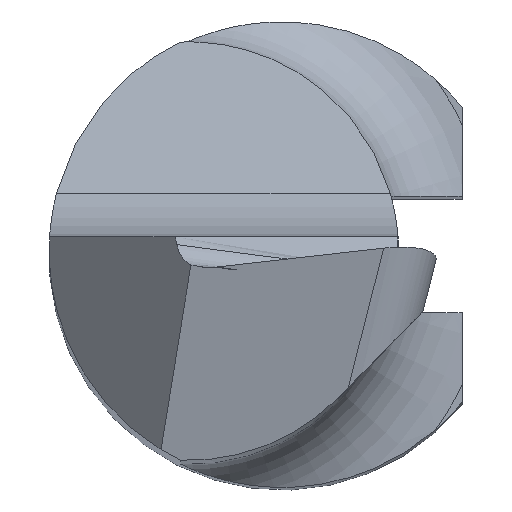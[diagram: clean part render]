
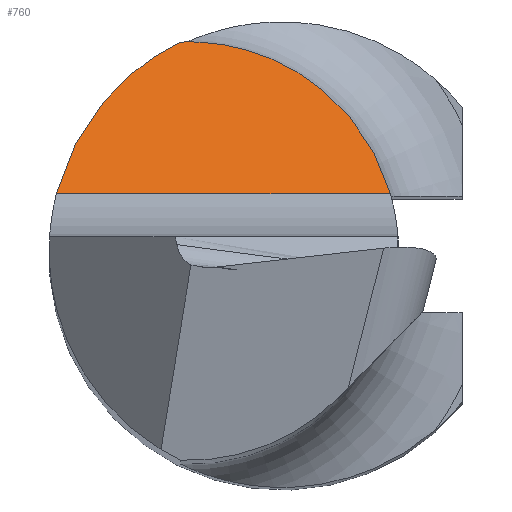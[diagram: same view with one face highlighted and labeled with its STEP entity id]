
A CAD part, top view. The second image highlights one B-rep face of the part: STEP entity #760.
In plain terms, the highlighted planar face has unit normal (0, 0.766, 0.643).
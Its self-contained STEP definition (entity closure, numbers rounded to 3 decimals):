
#4 = EDGE_CURVE ( 'NONE', #455, #699, #1025, .T. ) ;
#78 = CARTESIAN_POINT ( 'NONE',  ( -1.938, 0.494, 30.558 ) ) ;
#118 = DIRECTION ( 'NONE',  ( 0., -0.766, -0.643 ) ) ;
#177 = ORIENTED_EDGE ( 'NONE', *, *, #4, .T. ) ;
#180 =( BOUNDED_CURVE ( )  B_SPLINE_CURVE ( 3, ( #1137, #314, #753, #1130 ),
 .UNSPECIFIED., .F., .F. ) 
 B_SPLINE_CURVE_WITH_KNOTS ( ( 4, 4 ),
 ( 4.962, 5.832 ),
 .UNSPECIFIED. ) 
 CURVE ( )  GEOMETRIC_REPRESENTATION_ITEM ( )  RATIONAL_B_SPLINE_CURVE ( ( 1., 0.938, 0.938, 1. ) ) 
 REPRESENTATION_ITEM ( '' )  );
#306 = ORIENTED_EDGE ( 'NONE', *, *, #342, .F. ) ;
#313 = FACE_OUTER_BOUND ( 'NONE', #938, .T. ) ;
#314 = CARTESIAN_POINT ( 'NONE',  ( -1.79, 1.075, 29.866 ) ) ;
#328 = CARTESIAN_POINT ( 'NONE',  ( -0.872, 1.8, 29.002 ) ) ;
#342 = EDGE_CURVE ( 'NONE', #455, #941, #180, .T. ) ;
#387 = CARTESIAN_POINT ( 'NONE',  ( -0.007, 1.834, 28.961 ) ) ;
#405 = VECTOR ( 'NONE', #825, 1000. ) ;
#408 = AXIS2_PLACEMENT_3D ( 'NONE', #666, #118, #475 ) ;
#455 = VERTEX_POINT ( 'NONE', #78 ) ;
#475 = DIRECTION ( 'NONE',  ( 0., 0.643, -0.766 ) ) ;
#494 = CARTESIAN_POINT ( 'NONE',  ( 0.693, 1.326, 29.566 ) ) ;
#563 = PLANE ( 'NONE',  #408 ) ;
#580 = CARTESIAN_POINT ( 'NONE',  ( 0.931, 0.494, 30.558 ) ) ;
#635 = CARTESIAN_POINT ( 'NONE',  ( -2., 0.494, 30.558 ) ) ;
#663 = EDGE_CURVE ( 'NONE', #699, #941, #693, .T. ) ;
#666 = CARTESIAN_POINT ( 'NONE',  ( -2., 0.494, 30.558 ) ) ;
#693 =( BOUNDED_CURVE ( )  B_SPLINE_CURVE ( 3, ( #580, #494, #387, #841 ),
 .UNSPECIFIED., .F., .F. ) 
 B_SPLINE_CURVE_WITH_KNOTS ( ( 4, 4 ),
 ( 4.99, 6.322 ),
 .UNSPECIFIED. ) 
 CURVE ( )  GEOMETRIC_REPRESENTATION_ITEM ( )  RATIONAL_B_SPLINE_CURVE ( ( 1., 0.858, 0.858, 1. ) ) 
 REPRESENTATION_ITEM ( '' )  );
#699 = VERTEX_POINT ( 'NONE', #1119 ) ;
#746 = ORIENTED_EDGE ( 'NONE', *, *, #663, .T. ) ;
#753 = CARTESIAN_POINT ( 'NONE',  ( -1.411, 1.539, 29.313 ) ) ;
#760 = ADVANCED_FACE ( 'NONE', ( #313 ), #563, .F. ) ;
#825 = DIRECTION ( 'NONE',  ( 1., 0., 0. ) ) ;
#841 = CARTESIAN_POINT ( 'NONE',  ( -0.872, 1.8, 29.002 ) ) ;
#938 = EDGE_LOOP ( 'NONE', ( #177, #746, #306 ) ) ;
#941 = VERTEX_POINT ( 'NONE', #328 ) ;
#1025 = LINE ( 'NONE', #635, #405 ) ;
#1119 = CARTESIAN_POINT ( 'NONE',  ( 0.931, 0.494, 30.558 ) ) ;
#1130 = CARTESIAN_POINT ( 'NONE',  ( -0.872, 1.8, 29.002 ) ) ;
#1137 = CARTESIAN_POINT ( 'NONE',  ( -1.938, 0.494, 30.558 ) ) ;
